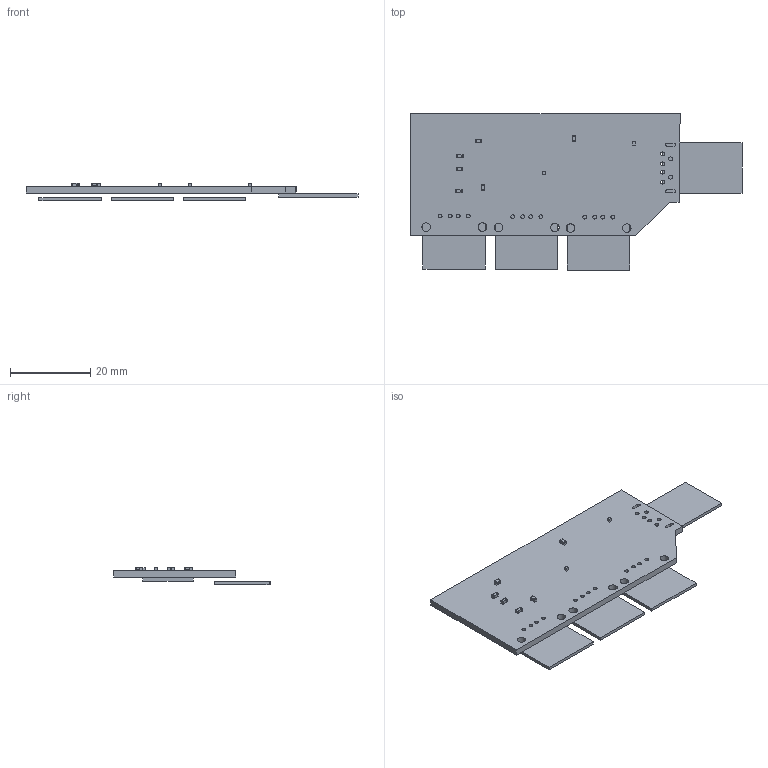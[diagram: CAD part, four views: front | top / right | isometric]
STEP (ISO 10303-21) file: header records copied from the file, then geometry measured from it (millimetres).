
FILE_DESCRIPTION(/* description */ ('Designed by EasyEDA Pro'),/* implementation_level */ '2;1');
FILE_NAME(/* name */ 'pcb v1.step',/* time_stamp */ '2025-07-31T20:57:04-07:00',/* author */ (''),/* organization */ (''),/* preprocessor_version */ 'ST-DEVELOPER v20.1',/* originating_system */ 'Autodesk Translation Framework v14.4.0.0',/* authorisation */ '');
FILE_SCHEMA (('AUTOMOTIVE_DESIGN { 1 0 10303 214 3 1 1 }'));
Length unit declared in the file: millimetre
Products named in the file (12): EasyEDA PCB Model~0CSc; Board~0CSc; D1~SOD-323_L1.8-W1.3-LS2.5-RD~SOD-323_L1.8-W1.3-LS2.5-RD~0CSc; SOD-323_L1.8-W1.3-LS2.5-RD~SOD-323_L1.8-W1.3-LS2.5-RD~0CSc; USB1~USB-A-TH_U-G-04WD-W-01~USB-A-TH_4P-L12.0-W18.8-H4.5-S1.8~0CSc; USB-A-TH_U-G-04WD-W-01~USB-A-TH_4P-L12.0-W18.8-H4.5-S1.8~0CSc; USB2~USB-A-TH_C46407~USB-A-TH_4P-L14.4-W13.6-H7.0-S2.71~0CSc; U1~SOP-16_L10.0-W3.9-P1.27-LS6.0-BL~SOP-16_L9.9-W3.9-H1.5-LS6.0-P1.27
~0CSc; SOP-16_L10.0-W3.9-P1.27-LS6.0-BL~SOP-16_L9.9-W3.9-H1.5-LS6.0-P1.27~0C
Sc; USB4~USB-A-TH_C46407~USB-A-TH_4P-L14.4-W13.6-H7.0-S2.71~0CSc; C1~C0603~C0603_L1.6-W0.8-H0.8~0CSc; C0603~C0603_L1.6-W0.8-H0.8~0CSc
Assembly tree (18 placements, depth 3):
  EasyEDA PCB Model~0CSc
    Board~0CSc
    D1~SOD-323_L1.8-W1.3-LS2.5-RD~SOD-323_L1.8-W1.3-LS2.5-RD~0CSc
      SOD-323_L1.8-W1.3-LS2.5-RD~SOD-323_L1.8-W1.3-LS2.5-RD~0CSc
    USB1~USB-A-TH_U-G-04WD-W-01~USB-A-TH_4P-L12.0-W18.8-H4.5-S1.8~0CSc
      USB-A-TH_U-G-04WD-W-01~USB-A-TH_4P-L12.0-W18.8-H4.5-S1.8~0CSc
    USB2~USB-A-TH_C46407~USB-A-TH_4P-L14.4-W13.6-H7.0-S2.71~0CSc
      USB4~USB-A-TH_C46407~USB-A-TH_4P-L14.4-W13.6-H7.0-S2.71~0CSc
    C1~C0603~C0603_L1.6-W0.8-H0.8~0CSc  x6
      C0603~C0603_L1.6-W0.8-H0.8~0CSc
    U1~SOP-16_L10.0-W3.9-P1.27-LS6.0-BL~SOP-16_L9.9-W3.9-H1.5-LS6.0-P1.27
~0CSc
      SOP-16_L10.0-W3.9-P1.27-LS6.0-BL~SOP-16_L9.9-W3.9-H1.5-LS6.0-P1.27~0C
Sc
    USB4~USB-A-TH_C46407~USB-A-TH_4P-L14.4-W13.6-H7.0-S2.71~0CSc  x2
Bounding box: 82.6 x 38.84 x 4.3 mm (x, y, z)
Volume: 3780.9 mm3; surface area: 6343.7 mm2
Topology: 13 solids, 13 shells, 2140 faces, 5826 edges, 3820 vertices
Faces by surface type: plane 1176, bspline 672, cylinder 244, sphere 48
Full cylindrical faces by diameter (mm): 0.92 x12, 1 x6, 2.1 x6
Entity records: 14740 total; most frequent: CARTESIAN_POINT 4380, ORIENTED_EDGE 2188, DIRECTION 1794, EDGE_CURVE 1094, VERTEX_POINT 724, LINE 714, VECTOR 714, AXIS2_PLACEMENT_3D 540
